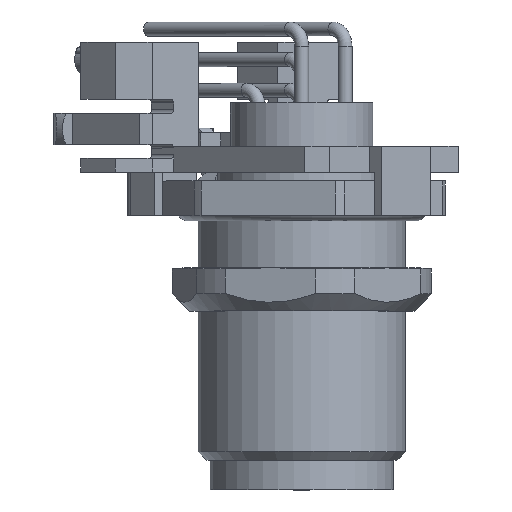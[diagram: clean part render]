
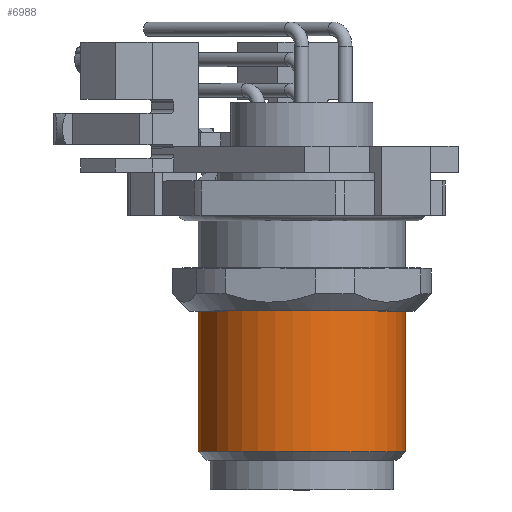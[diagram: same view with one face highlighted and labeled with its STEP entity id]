
A CAD part, top view. The second image highlights one B-rep face of the part: STEP entity #6988.
In plain terms, the highlighted cylindrical face has radius 6 mm (diameter 12 mm), a full revolution.
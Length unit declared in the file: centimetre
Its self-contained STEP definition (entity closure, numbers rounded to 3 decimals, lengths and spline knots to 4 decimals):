
#1650=FACE_BOUND('',#2473,.T.);
#2011=FACE_OUTER_BOUND('',#2472,.T.);
#2472=EDGE_LOOP('',(#6003));
#2473=EDGE_LOOP('',(#6004));
#2759=CIRCLE('',#7535,0.6);
#2760=CIRCLE('',#7536,0.6);
#3386=VERTEX_POINT('',#11981);
#3387=VERTEX_POINT('',#11983);
#4283=EDGE_CURVE('',#3386,#3386,#2759,.T.);
#4284=EDGE_CURVE('',#3387,#3387,#2760,.T.);
#6003=ORIENTED_EDGE('',*,*,#4283,.F.);
#6004=ORIENTED_EDGE('',*,*,#4284,.F.);
#6305=CYLINDRICAL_SURFACE('',#7534,0.6);
#6988=ADVANCED_FACE('',(#2011,#1650),#6305,.T.);
#7534=AXIS2_PLACEMENT_3D('',#11980,#9135,#9136);
#7535=AXIS2_PLACEMENT_3D('',#11982,#9137,#9138);
#7536=AXIS2_PLACEMENT_3D('',#11984,#9139,#9140);
#9135=DIRECTION('center_axis',(0.,-1.,0.));
#9136=DIRECTION('ref_axis',(0.259,0.,0.966));
#9137=DIRECTION('center_axis',(0.,-1.,0.));
#9138=DIRECTION('ref_axis',(-0.259,0.,-0.966));
#9139=DIRECTION('center_axis',(0.,1.,0.));
#9140=DIRECTION('ref_axis',(0.259,0.,0.966));
#11980=CARTESIAN_POINT('Origin',(0.,1.195,0.));
#11981=CARTESIAN_POINT('',(0.1553,0.54,0.5796));
#11982=CARTESIAN_POINT('Origin',(0.,0.54,
0.));
#11983=CARTESIAN_POINT('',(-0.1553,1.35,-0.5796));
#11984=CARTESIAN_POINT('Origin',(0.,1.35,0.));
